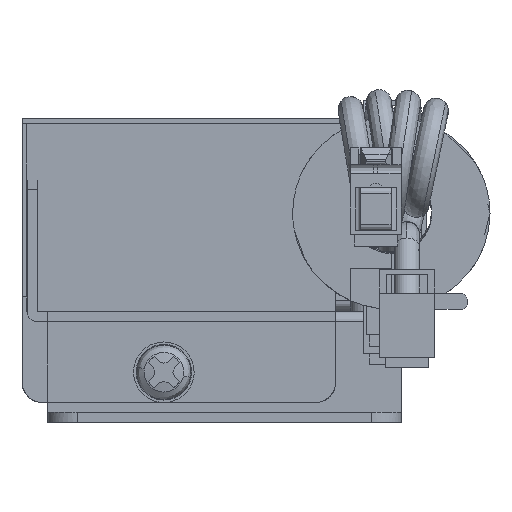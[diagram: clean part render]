
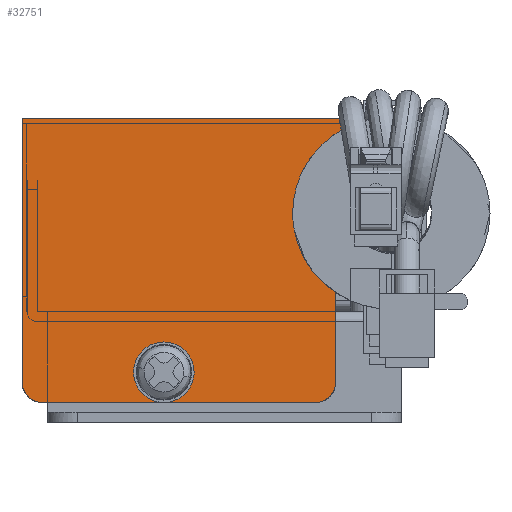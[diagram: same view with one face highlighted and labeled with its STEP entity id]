
A CAD part, left-side view. The second image highlights one B-rep face of the part: STEP entity #32751.
In plain terms, the highlighted free-form (B-spline) face has degree [1, 1] with [2, 2] control points.
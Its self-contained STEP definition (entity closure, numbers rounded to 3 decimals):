
#31979=CARTESIAN_POINT('',(-95.984,-11.,3.963));
#31980=VERTEX_POINT('',#31979);
#31986=CARTESIAN_POINT('',(-95.984,-9.,1.963));
#31987=VERTEX_POINT('',#31986);
#31988=CARTESIAN_POINT('',(-95.984,-9.,1.963));
#31989=CARTESIAN_POINT('',(-95.984,-11.,1.963));
#31990=CARTESIAN_POINT('',(-95.984,-11.,3.963));
#31998=(BOUNDED_CURVE()B_SPLINE_CURVE(2,(#31988,#31989,#31990),.UNSPECIFIED.,.F.,.U.)CURVE()GEOMETRIC_REPRESENTATION_ITEM()QUASI_UNIFORM_CURVE()RATIONAL_B_SPLINE_CURVE((1.0,0.707,1.0))REPRESENTATION_ITEM(''));
#31999=EDGE_CURVE('',#31987,#31980,#31998,.T.);
#32024=CARTESIAN_POINT('',(-95.984,18.,1.963));
#32025=VERTEX_POINT('',#32024);
#32031=CARTESIAN_POINT('',(-95.984,20.,3.963));
#32032=VERTEX_POINT('',#32031);
#32033=CARTESIAN_POINT('',(-95.984,20.,3.963));
#32034=CARTESIAN_POINT('',(-95.984,20.,1.963));
#32035=CARTESIAN_POINT('',(-95.984,18.,1.963));
#32043=(BOUNDED_CURVE()B_SPLINE_CURVE(2,(#32033,#32034,#32035),.UNSPECIFIED.,.F.,.U.)CURVE()GEOMETRIC_REPRESENTATION_ITEM()QUASI_UNIFORM_CURVE()RATIONAL_B_SPLINE_CURVE((1.0,0.707,1.0))REPRESENTATION_ITEM(''));
#32044=EDGE_CURVE('',#32032,#32025,#32043,.T.);
#32069=CARTESIAN_POINT('',(-95.984,-20.,29.0));
#32070=VERTEX_POINT('',#32069);
#32076=CARTESIAN_POINT('',(-95.984,-18.,27.0));
#32077=VERTEX_POINT('',#32076);
#32078=CARTESIAN_POINT('',(-95.984,-18.,27.0));
#32079=CARTESIAN_POINT('',(-95.984,-20.,27.));
#32080=CARTESIAN_POINT('',(-95.984,-20.,29.0));
#32088=(BOUNDED_CURVE()B_SPLINE_CURVE(2,(#32078,#32079,#32080),.UNSPECIFIED.,.F.,.U.)CURVE()GEOMETRIC_REPRESENTATION_ITEM()QUASI_UNIFORM_CURVE()RATIONAL_B_SPLINE_CURVE((1.0,0.707,1.0))REPRESENTATION_ITEM(''));
#32089=EDGE_CURVE('',#32077,#32070,#32088,.T.);
#32114=CARTESIAN_POINT('',(-95.984,-13.,27.0));
#32115=VERTEX_POINT('',#32114);
#32121=CARTESIAN_POINT('',(-95.984,-11.,25.0));
#32122=VERTEX_POINT('',#32121);
#32123=CARTESIAN_POINT('',(-95.984,-11.,25.0));
#32124=CARTESIAN_POINT('',(-95.984,-10.996,25.492));
#32125=CARTESIAN_POINT('',(-95.984,-11.317,26.305));
#32126=CARTESIAN_POINT('',(-95.984,-12.215,26.904));
#32127=CARTESIAN_POINT('',(-95.984,-12.771,27.));
#32128=CARTESIAN_POINT('',(-95.984,-13.,27.0));
#32129=B_SPLINE_CURVE_WITH_KNOTS('',3,(#32123,#32124,#32125,#32126,#32127,#32128),.UNSPECIFIED.,.F.,.U.,(4,1,1,4),(0.,1.473,2.455,3.142),.UNSPECIFIED.);
#32130=EDGE_CURVE('',#32122,#32115,#32129,.T.);
#32145=CARTESIAN_POINT('',(-95.984,-18.,27.0));
#32146=CARTESIAN_POINT('',(-95.984,-13.,27.0));
#32147=QUASI_UNIFORM_CURVE('',1,(#32145,#32146),.UNSPECIFIED.,.F.,.U.);
#32148=EDGE_CURVE('',#32077,#32115,#32147,.T.);
#32161=CARTESIAN_POINT('',(-95.984,-11.,3.963));
#32162=CARTESIAN_POINT('',(-95.984,-11.,25.0));
#32163=QUASI_UNIFORM_CURVE('',1,(#32161,#32162),.UNSPECIFIED.,.F.,.U.);
#32164=EDGE_CURVE('',#31980,#32122,#32163,.T.);
#32177=CARTESIAN_POINT('',(-95.984,5.981,1.963));
#32178=VERTEX_POINT('',#32177);
#32179=CARTESIAN_POINT('',(-95.984,-9.,1.963));
#32180=CARTESIAN_POINT('',(-95.984,5.981,1.963));
#32181=QUASI_UNIFORM_CURVE('',1,(#32179,#32180),.UNSPECIFIED.,.F.,.U.);
#32182=EDGE_CURVE('',#31987,#32178,#32181,.T.);
#32184=CARTESIAN_POINT('',(-95.984,5.981,1.963));
#32185=CARTESIAN_POINT('',(-95.984,18.,1.963));
#32186=QUASI_UNIFORM_CURVE('',1,(#32184,#32185),.UNSPECIFIED.,.F.,.U.);
#32187=EDGE_CURVE('',#32178,#32025,#32186,.T.);
#32562=CARTESIAN_POINT('',(-95.984,-20.,30.0));
#32563=VERTEX_POINT('',#32562);
#32564=CARTESIAN_POINT('',(-95.984,20.,30.0));
#32565=VERTEX_POINT('',#32564);
#32566=CARTESIAN_POINT('',(-95.984,-20.,30.0));
#32567=CARTESIAN_POINT('',(-95.984,20.,30.0));
#32568=QUASI_UNIFORM_CURVE('',1,(#32566,#32567),.UNSPECIFIED.,.F.,.U.);
#32569=EDGE_CURVE('',#32563,#32565,#32568,.T.);
#32606=CARTESIAN_POINT('',(-95.984,-20.,29.0));
#32607=CARTESIAN_POINT('',(-95.984,-20.,30.0));
#32608=QUASI_UNIFORM_CURVE('',1,(#32606,#32607),.UNSPECIFIED.,.F.,.U.);
#32609=EDGE_CURVE('',#32070,#32563,#32608,.T.);
#32662=CARTESIAN_POINT('',(-95.984,20.,3.963));
#32663=CARTESIAN_POINT('',(-95.984,20.,30.0));
#32664=QUASI_UNIFORM_CURVE('',1,(#32662,#32663),.UNSPECIFIED.,.F.,.U.);
#32665=EDGE_CURVE('',#32032,#32565,#32664,.T.);
#32671=CARTESIAN_POINT('',(-95.984,-21.998,31.4));
#32672=CARTESIAN_POINT('',(-95.984,-21.998,0.562));
#32673=CARTESIAN_POINT('',(-95.984,21.998,31.4));
#32674=CARTESIAN_POINT('',(-95.984,21.998,0.562));
#32675=B_SPLINE_SURFACE_WITH_KNOTS('',1,1,((#32671,#32673),(#32672,#32674)),.UNSPECIFIED.,.F.,.F.,.U.,(2,2),(2,2),(0.0,30.838),(0.0,43.996),.UNSPECIFIED.);
#32676=ORIENTED_EDGE('',*,*,#32187,.F.);
#32677=CARTESIAN_POINT('',(-95.984,8.966,5.136));
#32678=VERTEX_POINT('',#32677);
#32679=CARTESIAN_POINT('',(-95.984,8.966,5.136));
#32680=CARTESIAN_POINT('',(-95.984,8.972,5.045));
#32681=CARTESIAN_POINT('',(-95.984,8.972,4.953));
#32682=CARTESIAN_POINT('',(-95.984,8.972,1.963));
#32683=CARTESIAN_POINT('',(-95.984,5.981,1.963));
#32691=(BOUNDED_CURVE()B_SPLINE_CURVE(2,(#32679,#32680,#32681,#32682,#32683),.UNSPECIFIED.,.F.,.U.)B_SPLINE_CURVE_WITH_KNOTS((3,2,3),(0.739,0.75,1.0),.UNSPECIFIED.)CURVE()GEOMETRIC_REPRESENTATION_ITEM()RATIONAL_B_SPLINE_CURVE((0.976,0.988,1.0,0.707,1.0))REPRESENTATION_ITEM(''));
#32692=EDGE_CURVE('',#32678,#32178,#32691,.T.);
#32693=ORIENTED_EDGE('',*,*,#32692,.F.);
#32694=CARTESIAN_POINT('',(-95.984,5.981,7.944));
#32695=VERTEX_POINT('',#32694);
#32696=CARTESIAN_POINT('',(-95.984,5.981,7.944));
#32697=CARTESIAN_POINT('',(-95.984,8.794,7.944));
#32698=CARTESIAN_POINT('',(-95.984,8.966,5.136));
#32706=(BOUNDED_CURVE()B_SPLINE_CURVE(2,(#32696,#32697,#32698),.UNSPECIFIED.,.F.,.U.)B_SPLINE_CURVE_WITH_KNOTS((3,3),(0.5,0.739),.UNSPECIFIED.)CURVE()GEOMETRIC_REPRESENTATION_ITEM()RATIONAL_B_SPLINE_CURVE((1.0,0.72,0.976))REPRESENTATION_ITEM(''));
#32707=EDGE_CURVE('',#32695,#32678,#32706,.T.);
#32708=ORIENTED_EDGE('',*,*,#32707,.F.);
#32709=CARTESIAN_POINT('',(-95.984,2.996,4.771));
#32710=VERTEX_POINT('',#32709);
#32711=CARTESIAN_POINT('',(-95.984,2.996,4.771));
#32712=CARTESIAN_POINT('',(-95.984,2.991,4.862));
#32713=CARTESIAN_POINT('',(-95.984,2.991,4.953));
#32714=CARTESIAN_POINT('',(-95.984,2.991,7.944));
#32715=CARTESIAN_POINT('',(-95.984,5.981,7.944));
#32723=(BOUNDED_CURVE()B_SPLINE_CURVE(2,(#32711,#32712,#32713,#32714,#32715),.UNSPECIFIED.,.F.,.U.)B_SPLINE_CURVE_WITH_KNOTS((3,2,3),(0.239,0.25,0.5),.UNSPECIFIED.)CURVE()GEOMETRIC_REPRESENTATION_ITEM()RATIONAL_B_SPLINE_CURVE((0.976,0.988,1.0,0.707,1.0))REPRESENTATION_ITEM(''));
#32724=EDGE_CURVE('',#32710,#32695,#32723,.T.);
#32725=ORIENTED_EDGE('',*,*,#32724,.F.);
#32726=CARTESIAN_POINT('',(-95.984,5.981,1.963));
#32727=CARTESIAN_POINT('',(-95.984,3.168,1.963));
#32728=CARTESIAN_POINT('',(-95.984,2.996,4.771));
#32736=(BOUNDED_CURVE()B_SPLINE_CURVE(2,(#32726,#32727,#32728),.UNSPECIFIED.,.F.,.U.)B_SPLINE_CURVE_WITH_KNOTS((3,3),(0.0,0.239),.UNSPECIFIED.)CURVE()GEOMETRIC_REPRESENTATION_ITEM()RATIONAL_B_SPLINE_CURVE((1.0,0.72,0.976))REPRESENTATION_ITEM(''));
#32737=EDGE_CURVE('',#32178,#32710,#32736,.T.);
#32738=ORIENTED_EDGE('',*,*,#32737,.F.);
#32739=ORIENTED_EDGE('',*,*,#32182,.F.);
#32740=ORIENTED_EDGE('',*,*,#31999,.T.);
#32741=ORIENTED_EDGE('',*,*,#32164,.T.);
#32742=ORIENTED_EDGE('',*,*,#32130,.T.);
#32743=ORIENTED_EDGE('',*,*,#32148,.F.);
#32744=ORIENTED_EDGE('',*,*,#32089,.T.);
#32745=ORIENTED_EDGE('',*,*,#32609,.T.);
#32746=ORIENTED_EDGE('',*,*,#32569,.T.);
#32747=ORIENTED_EDGE('',*,*,#32665,.F.);
#32748=ORIENTED_EDGE('',*,*,#32044,.T.);
#32749=EDGE_LOOP('',(#32676,#32693,#32708,#32725,#32738,#32739,#32740,#32741,#32742,#32743,#32744,#32745,#32746,#32747,#32748));
#32750=FACE_OUTER_BOUND('',#32749,.T.);
#32751=ADVANCED_FACE('',(#32750),#32675,.F.);
